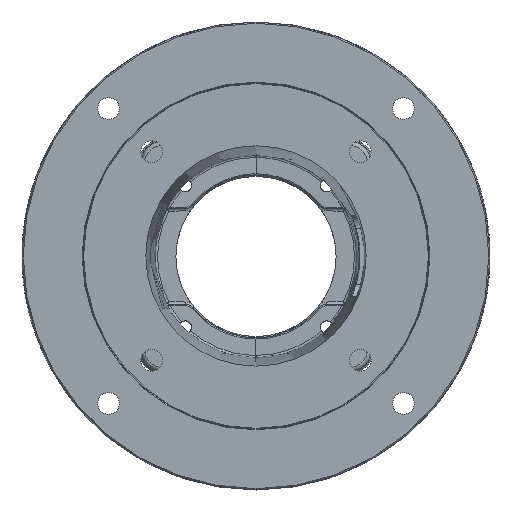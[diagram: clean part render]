
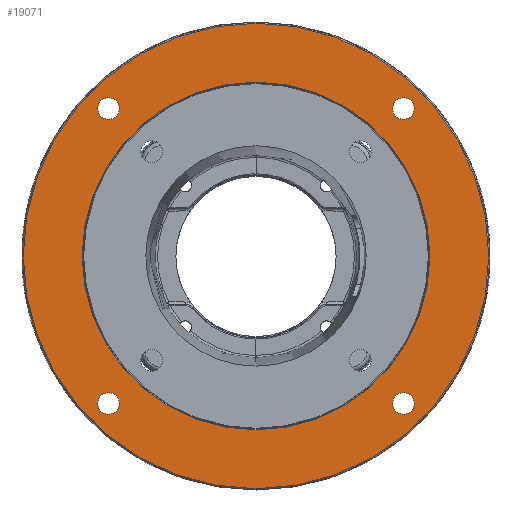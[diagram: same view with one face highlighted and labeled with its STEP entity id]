
A CAD part, top view. The second image highlights one B-rep face of the part: STEP entity #19071.
In plain terms, the highlighted planar face has unit normal (0, 0, 1).
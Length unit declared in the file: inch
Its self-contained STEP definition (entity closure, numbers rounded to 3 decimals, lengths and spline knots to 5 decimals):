
#35=CARTESIAN_POINT('',(0.,0.,-0.08));
#36=DIRECTION('',(0.,0.,1.));
#37=DIRECTION('',(0.,1.,0.));
#38=AXIS2_PLACEMENT_3D('',#35,#36,#37);
#44=CARTESIAN_POINT('',(0.,0.,-0.08));
#45=DIRECTION('',(0.,0.,-1.));
#46=DIRECTION('',(0.,1.,0.));
#47=AXIS2_PLACEMENT_3D('',#44,#45,#46);
#3744=CARTESIAN_POINT('',(-3.62392,3.62392,-0.08));
#3745=DIRECTION('',(0.,0.,-1.));
#3746=DIRECTION('',(-0.707,0.707,0.));
#3747=AXIS2_PLACEMENT_3D('',#3744,#3745,#3746);
#3749=CARTESIAN_POINT('',(-3.62392,3.62392,-0.08));
#3750=DIRECTION('',(0.,0.,-1.));
#3751=DIRECTION('',(0.707,-0.707,0.));
#3752=AXIS2_PLACEMENT_3D('',#3749,#3750,#3751);
#3754=CARTESIAN_POINT('',(-3.62392,-3.62392,-0.08));
#3755=DIRECTION('',(0.,0.,-1.));
#3756=DIRECTION('',(-0.707,-0.707,0.));
#3757=AXIS2_PLACEMENT_3D('',#3754,#3755,#3756);
#3759=CARTESIAN_POINT('',(-3.62392,-3.62392,-0.08));
#3760=DIRECTION('',(0.,0.,-1.));
#3761=DIRECTION('',(0.707,0.707,0.));
#3762=AXIS2_PLACEMENT_3D('',#3759,#3760,#3761);
#3764=CARTESIAN_POINT('',(3.62392,-3.62392,-0.08));
#3765=DIRECTION('',(0.,0.,-1.));
#3766=DIRECTION('',(0.707,-0.707,0.));
#3767=AXIS2_PLACEMENT_3D('',#3764,#3765,#3766);
#3769=CARTESIAN_POINT('',(3.62392,-3.62392,-0.08));
#3770=DIRECTION('',(0.,0.,-1.));
#3771=DIRECTION('',(-0.707,0.707,0.));
#3772=AXIS2_PLACEMENT_3D('',#3769,#3770,#3771);
#3774=CARTESIAN_POINT('',(3.62392,3.62392,-0.08));
#3775=DIRECTION('',(0.,0.,-1.));
#3776=DIRECTION('',(0.707,0.707,0.));
#3777=AXIS2_PLACEMENT_3D('',#3774,#3775,#3776);
#3779=CARTESIAN_POINT('',(3.62392,3.62392,-0.08));
#3780=DIRECTION('',(0.,0.,-1.));
#3781=DIRECTION('',(-0.707,-0.707,0.));
#3782=AXIS2_PLACEMENT_3D('',#3779,#3780,#3781);
#3784=CARTESIAN_POINT('',(0.,0.,-0.08));
#3785=DIRECTION('',(0.,0.,1.));
#3786=DIRECTION('',(0.,1.,0.));
#3787=AXIS2_PLACEMENT_3D('',#3784,#3785,#3786);
#3789=CARTESIAN_POINT('',(0.,0.,-0.08));
#3790=DIRECTION('',(0.,0.,1.));
#3791=DIRECTION('',(0.,-1.,0.));
#3792=AXIS2_PLACEMENT_3D('',#3789,#3790,#3791);
#12059=CARTESIAN_POINT('',(0.,5.72,-0.08));
#12060=CARTESIAN_POINT('',(0.,-5.72,-0.08));
#12061=VERTEX_POINT('',#12059);
#12062=VERTEX_POINT('',#12060);
#12083=CARTESIAN_POINT('',(-3.81131,3.81131,-0.08));
#12084=CARTESIAN_POINT('',(-3.43654,3.43654,-0.08));
#12085=VERTEX_POINT('',#12083);
#12086=VERTEX_POINT('',#12084);
#12127=CARTESIAN_POINT('',(-3.81131,-3.81131,-0.08));
#12128=CARTESIAN_POINT('',(-3.43654,-3.43654,-0.08));
#12129=VERTEX_POINT('',#12127);
#12130=VERTEX_POINT('',#12128);
#12135=CARTESIAN_POINT('',(3.81131,-3.81131,-0.08));
#12136=CARTESIAN_POINT('',(3.43654,-3.43654,-0.08));
#12137=VERTEX_POINT('',#12135);
#12138=VERTEX_POINT('',#12136);
#12143=CARTESIAN_POINT('',(3.81131,3.81131,-0.08));
#12144=CARTESIAN_POINT('',(3.43654,3.43654,-0.08));
#12145=VERTEX_POINT('',#12143);
#12146=VERTEX_POINT('',#12144);
#12163=CARTESIAN_POINT('',(0.,4.271,-0.08));
#12164=CARTESIAN_POINT('',(0.,-4.271,-0.08));
#12165=VERTEX_POINT('',#12163);
#12166=VERTEX_POINT('',#12164);
#19033=CARTESIAN_POINT('',(0.,0.,-0.08));
#19034=DIRECTION('',(0.,0.,1.));
#19035=DIRECTION('',(0.,1.,0.));
#19036=AXIS2_PLACEMENT_3D('',#19033,#19034,#19035);
#19037=PLANE('',#19036);
#19038=ORIENTED_EDGE('',*,*,#12410,.T.);
#19039=ORIENTED_EDGE('',*,*,#12395,.F.);
#19040=EDGE_LOOP('',(#19038,#19039));
#19041=FACE_OUTER_BOUND('',#19040,.F.);
#19043=ORIENTED_EDGE('',*,*,#19042,.F.);
#19045=ORIENTED_EDGE('',*,*,#19044,.F.);
#19046=EDGE_LOOP('',(#19043,#19045));
#19047=FACE_BOUND('',#19046,.F.);
#19049=ORIENTED_EDGE('',*,*,#19048,.F.);
#19051=ORIENTED_EDGE('',*,*,#19050,.F.);
#19052=EDGE_LOOP('',(#19049,#19051));
#19053=FACE_BOUND('',#19052,.F.);
#19055=ORIENTED_EDGE('',*,*,#19054,.F.);
#19057=ORIENTED_EDGE('',*,*,#19056,.F.);
#19058=EDGE_LOOP('',(#19055,#19057));
#19059=FACE_BOUND('',#19058,.F.);
#19061=ORIENTED_EDGE('',*,*,#19060,.F.);
#19063=ORIENTED_EDGE('',*,*,#19062,.F.);
#19064=EDGE_LOOP('',(#19061,#19063));
#19065=FACE_BOUND('',#19064,.F.);
#19067=ORIENTED_EDGE('',*,*,#19066,.T.);
#19068=ORIENTED_EDGE('',*,*,#19023,.T.);
#19069=EDGE_LOOP('',(#19067,#19068));
#19070=FACE_BOUND('',#19069,.F.);
#19071=ADVANCED_FACE('',(#19041,#19047,#19053,#19059,#19065,#19070),#19037,.T.);
#39=CIRCLE('',#38,5.72);
#48=CIRCLE('',#47,5.72);
#3748=CIRCLE('',#3747,0.265);
#3753=CIRCLE('',#3752,0.265);
#3758=CIRCLE('',#3757,0.265);
#3763=CIRCLE('',#3762,0.265);
#3768=CIRCLE('',#3767,0.265);
#3773=CIRCLE('',#3772,0.265);
#3778=CIRCLE('',#3777,0.265);
#3783=CIRCLE('',#3782,0.265);
#3788=CIRCLE('',#3787,4.271);
#3793=CIRCLE('',#3792,4.271);
#12395=EDGE_CURVE('',#12061,#12062,#39,.T.);
#12410=EDGE_CURVE('',#12061,#12062,#48,.T.);
#19023=EDGE_CURVE('',#12166,#12165,#3793,.T.);
#19042=EDGE_CURVE('',#12085,#12086,#3748,.T.);
#19044=EDGE_CURVE('',#12086,#12085,#3753,.T.);
#19048=EDGE_CURVE('',#12129,#12130,#3758,.T.);
#19050=EDGE_CURVE('',#12130,#12129,#3763,.T.);
#19054=EDGE_CURVE('',#12137,#12138,#3768,.T.);
#19056=EDGE_CURVE('',#12138,#12137,#3773,.T.);
#19060=EDGE_CURVE('',#12145,#12146,#3778,.T.);
#19062=EDGE_CURVE('',#12146,#12145,#3783,.T.);
#19066=EDGE_CURVE('',#12165,#12166,#3788,.T.);
